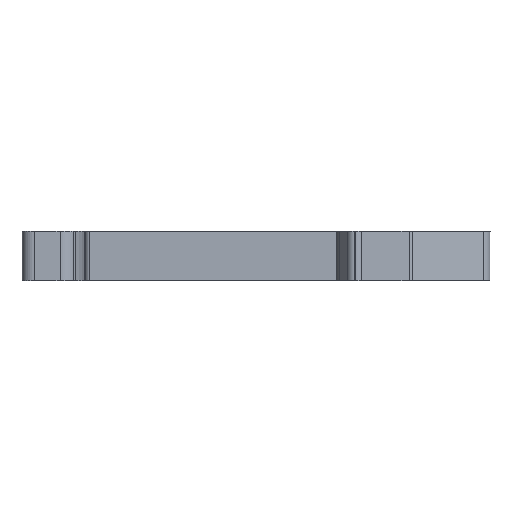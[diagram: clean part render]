
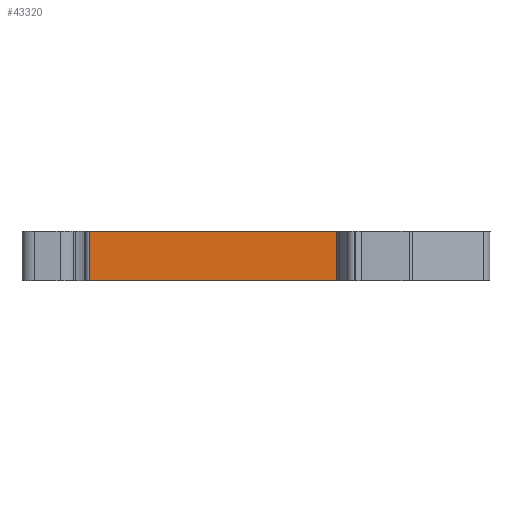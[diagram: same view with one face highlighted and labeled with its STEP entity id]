
A CAD part, front view. The second image highlights one B-rep face of the part: STEP entity #43320.
In plain terms, the highlighted planar face has unit normal (0, -1, 0).
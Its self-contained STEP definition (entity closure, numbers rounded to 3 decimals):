
#5550=CARTESIAN_POINT('',(48.699,-10.618,
0.35));
#5560=VERTEX_POINT('',#5550);
#5590=CARTESIAN_POINT('',(43.404,-10.618,
0.35));
#5600=DIRECTION('',(1.,0.,0.));
#5610=VECTOR('',#5600,1.);
#5620=LINE('',#5590,#5610);
#5630=CARTESIAN_POINT('',(15.546,-10.618,
0.35));
#5640=VERTEX_POINT('',#5630);
#5650=EDGE_CURVE('',#5640,#5560,#5620,.T.);
#19830=CARTESIAN_POINT('',(15.546,-10.618,
-5.8));
#19840=VERTEX_POINT('',#19830);
#19870=CARTESIAN_POINT('',(43.404,-10.618,
-5.8));
#19880=DIRECTION('',(1.,0.,0.));
#19890=VECTOR('',#19880,1.);
#19900=LINE('',#19870,#19890);
#19910=CARTESIAN_POINT('',(48.699,-10.618,
-5.8));
#19920=VERTEX_POINT('',#19910);
#19930=EDGE_CURVE('',#19840,#19920,#19900,.T.);
#42990=CARTESIAN_POINT('',(15.546,-10.618,
-5.8));
#43000=DIRECTION('',(0.,0.,1.));
#43010=VECTOR('',#43000,1.);
#43020=LINE('',#42990,#43010);
#43030=EDGE_CURVE('',#19840,#5640,#43020,.T.);
#43160=CARTESIAN_POINT('',(40.799,-10.618,
-5.8));
#43170=DIRECTION('',(0.,-1.,0.));
#43180=DIRECTION('',(1.,0.,0.));
#43190=AXIS2_PLACEMENT_3D('',#43160,#43170,#43180);
#43200=PLANE('',#43190);
#43210=ORIENTED_EDGE('',*,*,#43030,.F.);
#43220=ORIENTED_EDGE('',*,*,#5650,.F.);
#43230=CARTESIAN_POINT('',(48.699,-10.618,
-5.8));
#43240=DIRECTION('',(0.,0.,1.));
#43250=VECTOR('',#43240,1.);
#43260=LINE('',#43230,#43250);
#43270=EDGE_CURVE('',#19920,#5560,#43260,.T.);
#43280=ORIENTED_EDGE('',*,*,#43270,.T.);
#43290=ORIENTED_EDGE('',*,*,#19930,.T.);
#43300=EDGE_LOOP('',(#43290,#43280,#43220,#43210));
#43310=FACE_OUTER_BOUND('',#43300,.T.);
#43320=ADVANCED_FACE('',(#43310),#43200,.T.);
